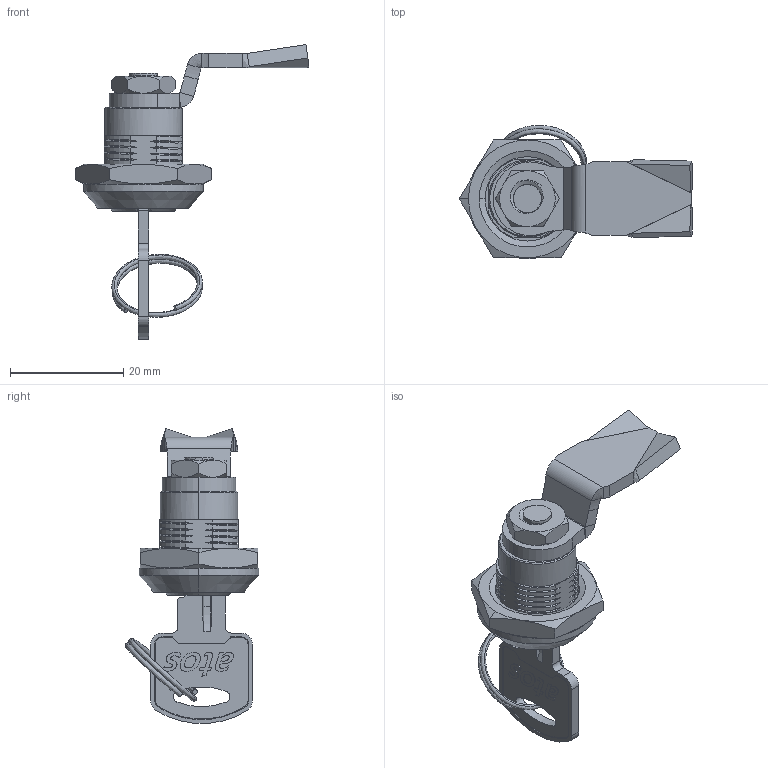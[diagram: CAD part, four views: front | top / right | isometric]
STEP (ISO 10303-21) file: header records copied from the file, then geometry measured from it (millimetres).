
FILE_DESCRIPTION (( 'STEP AP203' ), '1' );
FILE_NAME ('KM57.1.2.01.24.2.R.STEP', '2019-06-14T10:11:01', ( '' ), ( '' ), 'SwSTEP 2.0', 'SolidWorks 2015', '' );
FILE_SCHEMA (( 'CONFIG_CONTROL_DESIGN' ));
Length unit declared in the file: millimetre
Products named in the file (1): KM57.1.2.01.24.2.R
Bounding box: 41.19 x 23.56 x 52.04 mm (x, y, z)
Surface area: 5187.9 mm2 (no closed solid volume)
Topology: 0 solids, 8 shells, 406 faces, 1351 edges, 939 vertices
Faces by surface type: bspline 156, plane 116, cylinder 89, cone 45
Entity records: 32592 total; most frequent: CARTESIAN_POINT 22485, ORIENTED_EDGE 2342, DIRECTION 1473, EDGE_CURVE 1350, VERTEX_POINT 939, LINE 561, VECTOR 561, B_SPLINE_CURVE_WITH_KNOTS 523
